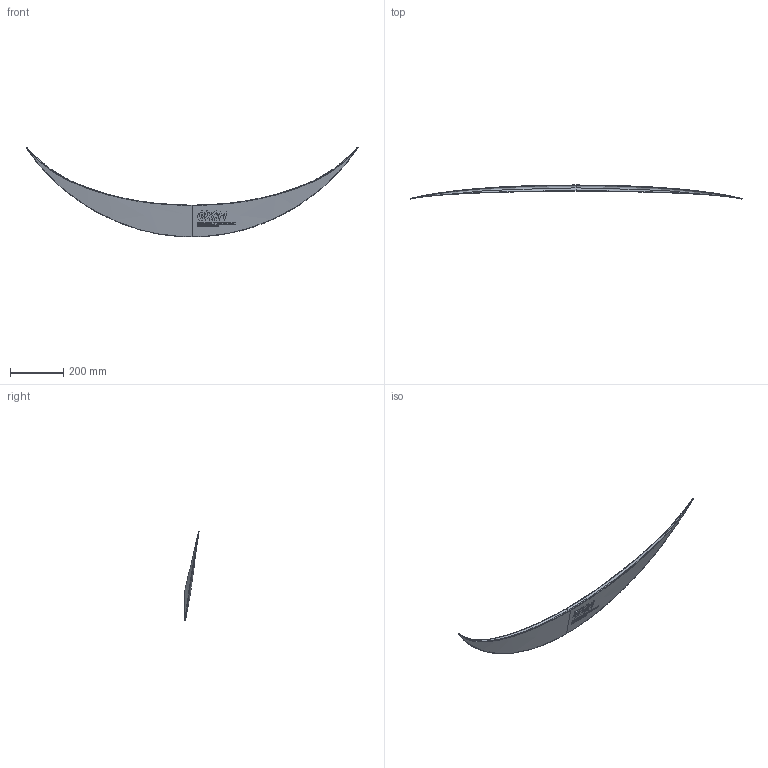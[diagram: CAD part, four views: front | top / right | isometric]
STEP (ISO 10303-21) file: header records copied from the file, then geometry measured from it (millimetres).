
FILE_DESCRIPTION(/* description */ ('','CAx-IF Rec.Pracs.---Representation and Presentation of Product Manufacturing Information (PMI)---4.0---2014-10-13'),/* implementation_level */ '2;1');
FILE_NAME(/* name */ 'Trunk Spoiler V0.1 (Complete).step',/* time_stamp */ '2024-12-12T13:50:15-05:00',/* author */ (''),/* organization */ (''),/* preprocessor_version */ 'ST-DEVELOPER v20',/* originating_system */ 'Autodesk Translation Framework v13.20.0.188',/* authorisation */ '');
FILE_SCHEMA (('AP242_MANAGED_MODEL_BASED_3D_ENGINEERING_MIM_LF { 1 0 10303 442 1 1 4 }'));
Products named in the file (3): Trunk Spoiler V0.1; The Most Obvious Wing; Split for Print
Assembly tree (2 placements, depth 3):
  Trunk Spoiler V0.1
    The Most Obvious Wing
      Split for Print
Bounding box: 1242.25 x 52.88 x 335.37 mm (x, y, z)
Volume: 994262.3 mm3; surface area: 221685.2 mm2
Topology: 1 solids, 1 shells, 723 faces, 2009 edges, 1350 vertices
Faces by surface type: plane 402, bspline 319, sphere 2
Entity records: 55683 total; most frequent: CARTESIAN_POINT 39985, ORIENTED_EDGE 4014, EDGE_CURVE 2007, DIRECTION 1832, VERTEX_POINT 1350, B_SPLINE_CURVE_WITH_KNOTS 1009, LINE 982, VECTOR 982
